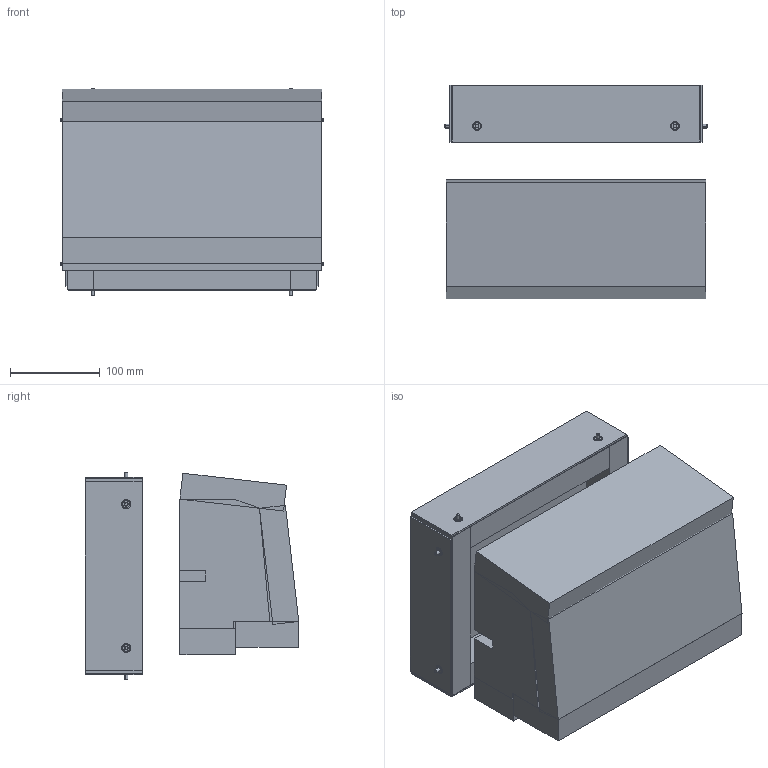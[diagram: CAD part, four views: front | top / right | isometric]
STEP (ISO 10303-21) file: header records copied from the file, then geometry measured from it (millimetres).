
FILE_DESCRIPTION (( 'STEP AP214' ), '1' );
FILE_NAME ('51436~0.STEP', '2018-09-12T05:55:10', ( '' ), ( '' ), 'SwSTEP 2.0', 'SolidWorks 2018', '' );
FILE_SCHEMA (( 'AUTOMOTIVE_DESIGN' ));
Length unit declared in the file: millimetre
Products named in the file (17): 51441_3~0_S; 43657~1_S; 51441_5~0_S; 51441_4~0_S; 43658~1_S; 43447~0_S; 51441_7~0_S; 51441_8~0_S; 51441_2~0_S; 51441_1~0_S; 51441~0_im MA <S>; 51436~0; 43655~0_S; 51441_10~0_S; ISO7380~n_M04,0x006; 51441_9~0_S; 51441_6~0_S
Assembly tree (27 placements, depth 3):
  43447~0_S
  51436~0
    51441~0_im MA <S>
      51441_2~0_S
      51441_1~0_S
      51441_8~0_S
      51441_3~0_S
      51441_4~0_S
      51441_5~0_S
      51441_6~0_S
      51441_7~0_S  x2
      51441_9~0_S  x2
      51441_10~0_S  x2
    43655~0_S
      43657~1_S  x2
      43658~1_S  x2
      ISO7380~n_M04,0x006  x8
Bounding box: 291.4 x 237.49 x 231.2 mm (x, y, z)
Volume: 6738727 mm3; surface area: 811676.9 mm2
Topology: 25 solids, 25 shells, 400 faces, 946 edges, 620 vertices
Faces by surface type: cylinder 200, plane 168, cone 16, torus 16
Entity records: 5460 total; most frequent: DIRECTION 759, CARTESIAN_POINT 722, ORIENTED_EDGE 658, EDGE_CURVE 329, AXIS2_PLACEMENT_3D 255, LINE 249, VECTOR 249, VERTEX_POINT 218
